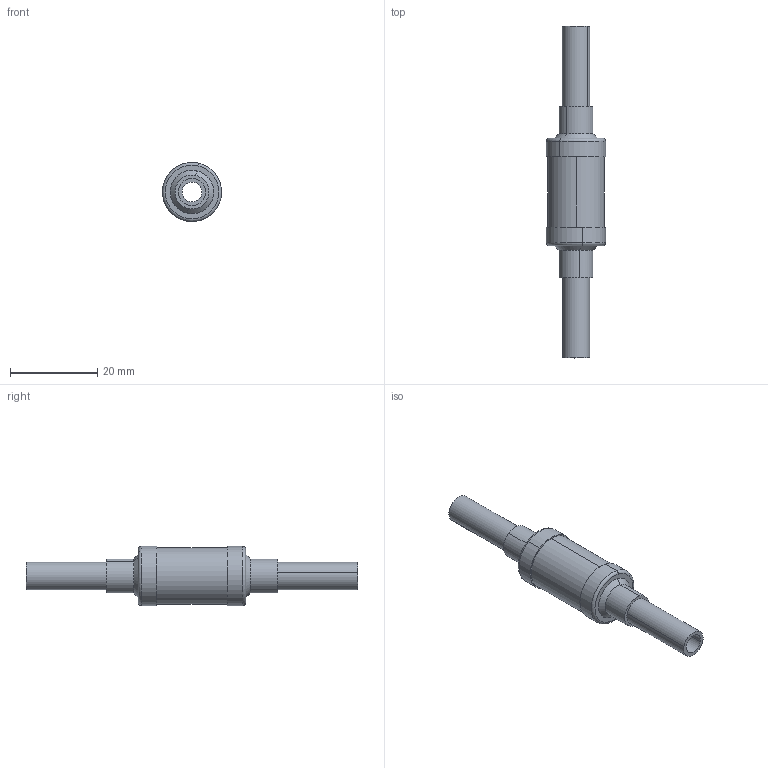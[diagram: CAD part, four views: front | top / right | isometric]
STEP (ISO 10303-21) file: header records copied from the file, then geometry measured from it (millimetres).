
FILE_DESCRIPTION (( 'STEP AP203' ), '1' );
FILE_NAME ('A0572-1-W.STEP', '2019-10-04T20:01:23', ( '' ), ( '' ), 'SwSTEP 2.0', 'SolidWorks 2019', '' );
FILE_SCHEMA (( 'CONFIG_CONTROL_DESIGN' ));
Length unit declared in the file: inch
Products named in the file (1): A0572-1-W
Bounding box: 13.58 x 76.2 x 13.58 mm (x, y, z)
Volume: 3483 mm3; surface area: 4238.5 mm2
Topology: 1 solids, 3 shells, 50 faces, 100 edges, 64 vertices
Faces by surface type: cylinder 28, plane 14, cone 4, torus 4
Entity records: 1415 total; most frequent: DIRECTION 270, CARTESIAN_POINT 215, ORIENTED_EDGE 200, AXIS2_PLACEMENT_3D 119, EDGE_CURVE 100, CIRCLE 68, EDGE_LOOP 64, VERTEX_POINT 64
